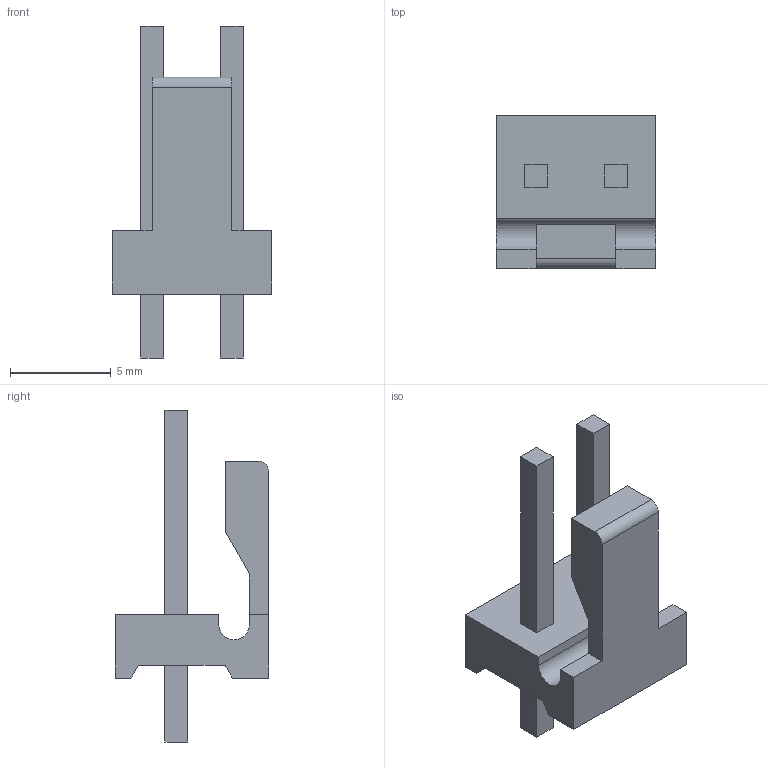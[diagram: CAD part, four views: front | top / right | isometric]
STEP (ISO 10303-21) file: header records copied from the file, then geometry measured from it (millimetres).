
FILE_DESCRIPTION((''),'2;1');
FILE_NAME('TYCO_640445-2.stp','2015-10-06T09:50:29',(''),(''),'Mechanical Desktop 2011','Mechanical Desktop 2011',', , ');
FILE_SCHEMA(('AUTOMOTIVE_DESIGN { 1 2 10303 214 1 1 1 1 }'));
Length unit declared in the file: millimetre
Products named in the file (1): Product
Bounding box: 7.92 x 7.62 x 16.51 mm (x, y, z)
Volume: 241.7 mm3; surface area: 460.1 mm2
Topology: 5 solids, 5 shells, 45 faces, 105 edges, 70 vertices
Faces by surface type: plane 43, cylinder 2
Entity records: 1311 total; most frequent: CARTESIAN_POINT 221, ORIENTED_EDGE 210, DIRECTION 201, EDGE_CURVE 105, VECTOR 101, LINE 101, VERTEX_POINT 70, AXIS2_PLACEMENT_3D 50
